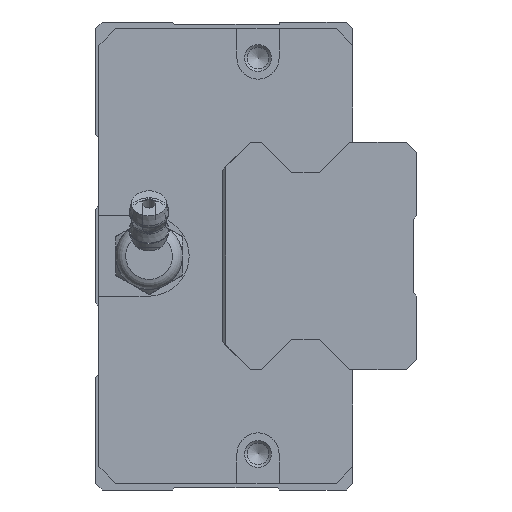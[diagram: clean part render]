
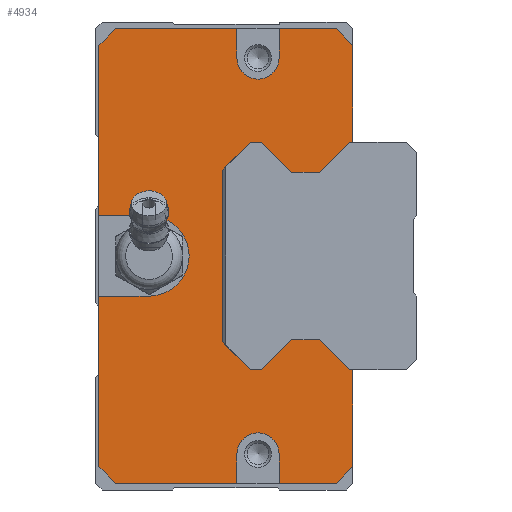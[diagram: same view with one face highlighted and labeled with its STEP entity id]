
A CAD part, left-side view. The second image highlights one B-rep face of the part: STEP entity #4934.
In plain terms, the highlighted planar face has unit normal (-1, 0, 0).
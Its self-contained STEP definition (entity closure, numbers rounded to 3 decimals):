
#524=CIRCLE('',#5405,6.);
#525=CIRCLE('',#5406,3.15);
#526=CIRCLE('',#5407,3.15);
#737=FACE_OUTER_BOUND('',#1036,.T.);
#1036=EDGE_LOOP('',(#3986,#3987,#3988,#3989,#3990,#3991,#3992,#3993,#3994,
#3995,#3996,#3997,#3998,#3999,#4000,#4001,#4002,#4003,#4004,#4005,#4006,
#4007,#4008,#4009,#4010,#4011,#4012,#4013,#4014,#4015,#4016,#4017,#4018,
#4019));
#1401=LINE('',#7757,#1857);
#1407=LINE('',#7769,#1863);
#1408=LINE('',#7773,#1864);
#1415=LINE('',#7788,#1871);
#1418=LINE('',#7792,#1874);
#1419=LINE('',#7795,#1875);
#1420=LINE('',#7797,#1876);
#1421=LINE('',#7799,#1877);
#1422=LINE('',#7803,#1878);
#1423=LINE('',#7805,#1879);
#1424=LINE('',#7807,#1880);
#1425=LINE('',#7809,#1881);
#1426=LINE('',#7811,#1882);
#1427=LINE('',#7815,#1883);
#1428=LINE('',#7817,#1884);
#1429=LINE('',#7819,#1885);
#1430=LINE('',#7820,#1886);
#1431=LINE('',#7822,#1887);
#1432=LINE('',#7824,#1888);
#1433=LINE('',#7826,#1889);
#1434=LINE('',#7828,#1890);
#1435=LINE('',#7830,#1891);
#1436=LINE('',#7832,#1892);
#1437=LINE('',#7834,#1893);
#1438=LINE('',#7836,#1894);
#1439=LINE('',#7838,#1895);
#1440=LINE('',#7840,#1896);
#1441=LINE('',#7841,#1897);
#1442=LINE('',#7843,#1898);
#1443=LINE('',#7844,#1899);
#1444=LINE('',#7846,#1900);
#1857=VECTOR('',#6364,1000.);
#1863=VECTOR('',#6372,1000.);
#1864=VECTOR('',#6375,1000.);
#1871=VECTOR('',#6384,1000.);
#1874=VECTOR('',#6387,1000.);
#1875=VECTOR('',#6390,1000.);
#1876=VECTOR('',#6391,1000.);
#1877=VECTOR('',#6392,1000.);
#1878=VECTOR('',#6395,1000.);
#1879=VECTOR('',#6396,1000.);
#1880=VECTOR('',#6397,1000.);
#1881=VECTOR('',#6398,1000.);
#1882=VECTOR('',#6399,1000.);
#1883=VECTOR('',#6402,1000.);
#1884=VECTOR('',#6403,1000.);
#1885=VECTOR('',#6404,1000.);
#1886=VECTOR('',#6405,1000.);
#1887=VECTOR('',#6406,1000.);
#1888=VECTOR('',#6407,1000.);
#1889=VECTOR('',#6408,1000.);
#1890=VECTOR('',#6409,1000.);
#1891=VECTOR('',#6410,1000.);
#1892=VECTOR('',#6411,1000.);
#1893=VECTOR('',#6412,1000.);
#1894=VECTOR('',#6413,1000.);
#1895=VECTOR('',#6414,1000.);
#1896=VECTOR('',#6415,1000.);
#1897=VECTOR('',#6416,1000.);
#1898=VECTOR('',#6417,1000.);
#1899=VECTOR('',#6418,1000.);
#1900=VECTOR('',#6419,1000.);
#2332=VERTEX_POINT('',#7754);
#2333=VERTEX_POINT('',#7756);
#2335=VERTEX_POINT('',#7762);
#2338=VERTEX_POINT('',#7767);
#2339=VERTEX_POINT('',#7771);
#2340=VERTEX_POINT('',#7772);
#2344=VERTEX_POINT('',#7781);
#2346=VERTEX_POINT('',#7785);
#2347=VERTEX_POINT('',#7787);
#2349=VERTEX_POINT('',#7794);
#2350=VERTEX_POINT('',#7796);
#2351=VERTEX_POINT('',#7798);
#2352=VERTEX_POINT('',#7800);
#2353=VERTEX_POINT('',#7802);
#2354=VERTEX_POINT('',#7804);
#2355=VERTEX_POINT('',#7806);
#2356=VERTEX_POINT('',#7808);
#2357=VERTEX_POINT('',#7810);
#2358=VERTEX_POINT('',#7812);
#2359=VERTEX_POINT('',#7814);
#2360=VERTEX_POINT('',#7816);
#2361=VERTEX_POINT('',#7818);
#2362=VERTEX_POINT('',#7821);
#2363=VERTEX_POINT('',#7823);
#2364=VERTEX_POINT('',#7825);
#2365=VERTEX_POINT('',#7827);
#2366=VERTEX_POINT('',#7829);
#2367=VERTEX_POINT('',#7831);
#2368=VERTEX_POINT('',#7833);
#2369=VERTEX_POINT('',#7835);
#2370=VERTEX_POINT('',#7837);
#2371=VERTEX_POINT('',#7839);
#2372=VERTEX_POINT('',#7842);
#2373=VERTEX_POINT('',#7845);
#2915=EDGE_CURVE('',#2333,#2332,#1401,.T.);
#2921=EDGE_CURVE('',#2338,#2335,#1407,.T.);
#2922=EDGE_CURVE('',#2339,#2340,#1408,.T.);
#2929=EDGE_CURVE('',#2346,#2347,#1415,.T.);
#2932=EDGE_CURVE('',#2340,#2344,#1418,.T.);
#2933=EDGE_CURVE('',#2349,#2344,#1419,.T.);
#2934=EDGE_CURVE('',#2350,#2339,#1420,.T.);
#2935=EDGE_CURVE('',#2350,#2351,#1421,.T.);
#2936=EDGE_CURVE('',#2351,#2352,#524,.T.);
#2937=EDGE_CURVE('',#2352,#2353,#1422,.T.);
#2938=EDGE_CURVE('',#2354,#2353,#1423,.T.);
#2939=EDGE_CURVE('',#2355,#2354,#1424,.T.);
#2940=EDGE_CURVE('',#2356,#2355,#1425,.T.);
#2941=EDGE_CURVE('',#2356,#2357,#1426,.T.);
#2942=EDGE_CURVE('',#2357,#2358,#525,.T.);
#2943=EDGE_CURVE('',#2358,#2359,#1427,.T.);
#2944=EDGE_CURVE('',#2360,#2359,#1428,.T.);
#2945=EDGE_CURVE('',#2361,#2360,#1429,.T.);
#2946=EDGE_CURVE('',#2335,#2361,#1430,.T.);
#2947=EDGE_CURVE('',#2338,#2362,#1431,.T.);
#2948=EDGE_CURVE('',#2362,#2363,#1432,.T.);
#2949=EDGE_CURVE('',#2363,#2364,#1433,.T.);
#2950=EDGE_CURVE('',#2364,#2365,#1434,.T.);
#2951=EDGE_CURVE('',#2365,#2366,#1435,.T.);
#2952=EDGE_CURVE('',#2366,#2367,#1436,.T.);
#2953=EDGE_CURVE('',#2367,#2368,#1437,.T.);
#2954=EDGE_CURVE('',#2368,#2369,#1438,.T.);
#2955=EDGE_CURVE('',#2369,#2370,#1439,.T.);
#2956=EDGE_CURVE('',#2370,#2371,#1440,.T.);
#2957=EDGE_CURVE('',#2371,#2333,#1441,.T.);
#2958=EDGE_CURVE('',#2372,#2332,#1442,.T.);
#2959=EDGE_CURVE('',#2347,#2372,#1443,.T.);
#2960=EDGE_CURVE('',#2346,#2373,#1444,.T.);
#2961=EDGE_CURVE('',#2373,#2349,#526,.T.);
#3986=ORIENTED_EDGE('',*,*,#2933,.T.);
#3987=ORIENTED_EDGE('',*,*,#2932,.F.);
#3988=ORIENTED_EDGE('',*,*,#2922,.F.);
#3989=ORIENTED_EDGE('',*,*,#2934,.F.);
#3990=ORIENTED_EDGE('',*,*,#2935,.T.);
#3991=ORIENTED_EDGE('',*,*,#2936,.T.);
#3992=ORIENTED_EDGE('',*,*,#2937,.T.);
#3993=ORIENTED_EDGE('',*,*,#2938,.F.);
#3994=ORIENTED_EDGE('',*,*,#2939,.F.);
#3995=ORIENTED_EDGE('',*,*,#2940,.F.);
#3996=ORIENTED_EDGE('',*,*,#2941,.T.);
#3997=ORIENTED_EDGE('',*,*,#2942,.T.);
#3998=ORIENTED_EDGE('',*,*,#2943,.T.);
#3999=ORIENTED_EDGE('',*,*,#2944,.F.);
#4000=ORIENTED_EDGE('',*,*,#2945,.F.);
#4001=ORIENTED_EDGE('',*,*,#2946,.F.);
#4002=ORIENTED_EDGE('',*,*,#2921,.F.);
#4003=ORIENTED_EDGE('',*,*,#2947,.T.);
#4004=ORIENTED_EDGE('',*,*,#2948,.T.);
#4005=ORIENTED_EDGE('',*,*,#2949,.T.);
#4006=ORIENTED_EDGE('',*,*,#2950,.T.);
#4007=ORIENTED_EDGE('',*,*,#2951,.T.);
#4008=ORIENTED_EDGE('',*,*,#2952,.T.);
#4009=ORIENTED_EDGE('',*,*,#2953,.T.);
#4010=ORIENTED_EDGE('',*,*,#2954,.T.);
#4011=ORIENTED_EDGE('',*,*,#2955,.T.);
#4012=ORIENTED_EDGE('',*,*,#2956,.T.);
#4013=ORIENTED_EDGE('',*,*,#2957,.T.);
#4014=ORIENTED_EDGE('',*,*,#2915,.T.);
#4015=ORIENTED_EDGE('',*,*,#2958,.F.);
#4016=ORIENTED_EDGE('',*,*,#2959,.F.);
#4017=ORIENTED_EDGE('',*,*,#2929,.F.);
#4018=ORIENTED_EDGE('',*,*,#2960,.T.);
#4019=ORIENTED_EDGE('',*,*,#2961,.T.);
#4725=PLANE('',#5404);
#4934=ADVANCED_FACE('',(#737),#4725,.F.);
#5404=AXIS2_PLACEMENT_3D('',#7793,#6388,#6389);
#5405=AXIS2_PLACEMENT_3D('',#7801,#6393,#6394);
#5406=AXIS2_PLACEMENT_3D('',#7813,#6400,#6401);
#5407=AXIS2_PLACEMENT_3D('',#7847,#6420,#6421);
#6364=DIRECTION('',(0.,-1.,0.));
#6372=DIRECTION('',(0.,-1.,0.));
#6375=DIRECTION('',(0.,-0.707,0.707));
#6384=DIRECTION('',(0.,-1.,0.));
#6387=DIRECTION('',(0.,-1.,0.));
#6388=DIRECTION('center_axis',(1.,0.,0.));
#6389=DIRECTION('ref_axis',(0.,0.,-1.));
#6390=DIRECTION('',(0.,0.,1.));
#6391=DIRECTION('',(0.,0.,1.));
#6392=DIRECTION('',(0.,-1.,0.));
#6393=DIRECTION('center_axis',(1.,0.,0.));
#6394=DIRECTION('ref_axis',(0.,0.,-1.));
#6395=DIRECTION('',(0.,1.,0.));
#6396=DIRECTION('',(0.,0.,1.));
#6397=DIRECTION('',(0.,0.707,0.707));
#6398=DIRECTION('',(0.,1.,0.));
#6399=DIRECTION('',(0.,0.,1.));
#6400=DIRECTION('center_axis',(1.,0.,0.));
#6401=DIRECTION('ref_axis',(0.,0.,-1.));
#6402=DIRECTION('',(0.,0.,-1.));
#6403=DIRECTION('',(0.,1.,0.));
#6404=DIRECTION('',(0.,0.707,-0.707));
#6405=DIRECTION('',(0.,0.,-1.));
#6406=DIRECTION('',(0.,0.707,0.707));
#6407=DIRECTION('',(0.,1.,0.));
#6408=DIRECTION('',(0.,0.707,-0.707));
#6409=DIRECTION('',(0.,1.,0.));
#6410=DIRECTION('',(0.,0.707,0.707));
#6411=DIRECTION('',(0.,0.,1.));
#6412=DIRECTION('',(0.,-0.707,0.707));
#6413=DIRECTION('',(0.,-1.,0.));
#6414=DIRECTION('',(0.,-0.707,-0.707));
#6415=DIRECTION('',(0.,-1.,0.));
#6416=DIRECTION('',(0.,-0.707,0.707));
#6417=DIRECTION('',(0.,0.,-1.));
#6418=DIRECTION('',(0.,-0.707,-0.707));
#6419=DIRECTION('',(0.,0.,-1.));
#6420=DIRECTION('center_axis',(1.,0.,0.));
#6421=DIRECTION('ref_axis',(0.,0.,-1.));
#7754=CARTESIAN_POINT('',(444.,9.5,17.));
#7756=CARTESIAN_POINT('',(444.,10.,17.));
#7757=CARTESIAN_POINT('',(444.,10.,17.));
#7762=CARTESIAN_POINT('',(444.,9.5,-17.));
#7767=CARTESIAN_POINT('',(444.,10.,-17.));
#7769=CARTESIAN_POINT('',(444.,9.5,-17.));
#7771=CARTESIAN_POINT('',(444.,47.5,31.5));
#7772=CARTESIAN_POINT('',(444.,45.,34.));
#7773=CARTESIAN_POINT('',(444.,47.5,31.5));
#7781=CARTESIAN_POINT('',(444.,26.85,34.));
#7785=CARTESIAN_POINT('',(444.,20.55,34.));
#7787=CARTESIAN_POINT('',(444.,12.,34.));
#7788=CARTESIAN_POINT('',(444.,45.,34.));
#7792=CARTESIAN_POINT('',(444.,45.,34.));
#7793=CARTESIAN_POINT('Origin',(444.,9.5,0.));
#7794=CARTESIAN_POINT('',(444.,26.85,29.6));
#7795=CARTESIAN_POINT('',(444.,26.85,29.6));
#7796=CARTESIAN_POINT('',(444.,47.5,6.));
#7797=CARTESIAN_POINT('',(444.,47.5,-31.5));
#7798=CARTESIAN_POINT('',(444.,40.,6.));
#7799=CARTESIAN_POINT('',(444.,71.5,6.));
#7800=CARTESIAN_POINT('',(444.,40.,-6.));
#7801=CARTESIAN_POINT('Origin',(444.,40.,0.));
#7802=CARTESIAN_POINT('',(444.,47.5,-6.));
#7803=CARTESIAN_POINT('',(444.,40.,-6.));
#7804=CARTESIAN_POINT('',(444.,47.5,-31.5));
#7805=CARTESIAN_POINT('',(444.,47.5,-31.5));
#7806=CARTESIAN_POINT('',(444.,45.,-34.));
#7807=CARTESIAN_POINT('',(444.,45.,-34.));
#7808=CARTESIAN_POINT('',(444.,26.85,-34.));
#7809=CARTESIAN_POINT('',(444.,12.,-34.));
#7810=CARTESIAN_POINT('',(444.,26.85,-29.6));
#7811=CARTESIAN_POINT('',(444.,26.85,-49.6));
#7812=CARTESIAN_POINT('',(444.,20.55,-29.6));
#7813=CARTESIAN_POINT('Origin',(444.,23.7,-29.6));
#7814=CARTESIAN_POINT('',(444.,20.55,-34.));
#7815=CARTESIAN_POINT('',(444.,20.55,-29.6));
#7816=CARTESIAN_POINT('',(444.,12.,-34.));
#7817=CARTESIAN_POINT('',(444.,12.,-34.));
#7818=CARTESIAN_POINT('',(444.,9.5,-31.5));
#7819=CARTESIAN_POINT('',(444.,9.5,-31.5));
#7820=CARTESIAN_POINT('',(444.,9.5,31.5));
#7821=CARTESIAN_POINT('',(444.,14.5,-12.5));
#7822=CARTESIAN_POINT('',(444.,10.,-17.));
#7823=CARTESIAN_POINT('',(444.,18.67,-12.5));
#7824=CARTESIAN_POINT('',(444.,14.5,-12.5));
#7825=CARTESIAN_POINT('',(444.,23.17,-17.));
#7826=CARTESIAN_POINT('',(444.,18.67,-12.5));
#7827=CARTESIAN_POINT('',(444.,24.83,-17.));
#7828=CARTESIAN_POINT('',(444.,23.17,-17.));
#7829=CARTESIAN_POINT('',(444.,29.,-12.83));
#7830=CARTESIAN_POINT('',(444.,24.83,-17.));
#7831=CARTESIAN_POINT('',(444.,29.,12.83));
#7832=CARTESIAN_POINT('',(444.,29.,-12.83));
#7833=CARTESIAN_POINT('',(444.,24.83,17.));
#7834=CARTESIAN_POINT('',(444.,29.,12.83));
#7835=CARTESIAN_POINT('',(444.,23.17,17.));
#7836=CARTESIAN_POINT('',(444.,24.83,17.));
#7837=CARTESIAN_POINT('',(444.,18.67,12.5));
#7838=CARTESIAN_POINT('',(444.,23.17,17.));
#7839=CARTESIAN_POINT('',(444.,14.5,12.5));
#7840=CARTESIAN_POINT('',(444.,18.67,12.5));
#7841=CARTESIAN_POINT('',(444.,14.5,12.5));
#7842=CARTESIAN_POINT('',(444.,9.5,31.5));
#7843=CARTESIAN_POINT('',(444.,9.5,31.5));
#7844=CARTESIAN_POINT('',(444.,12.,34.));
#7845=CARTESIAN_POINT('',(444.,20.55,29.6));
#7846=CARTESIAN_POINT('',(444.,20.55,49.6));
#7847=CARTESIAN_POINT('Origin',(444.,23.7,29.6));
